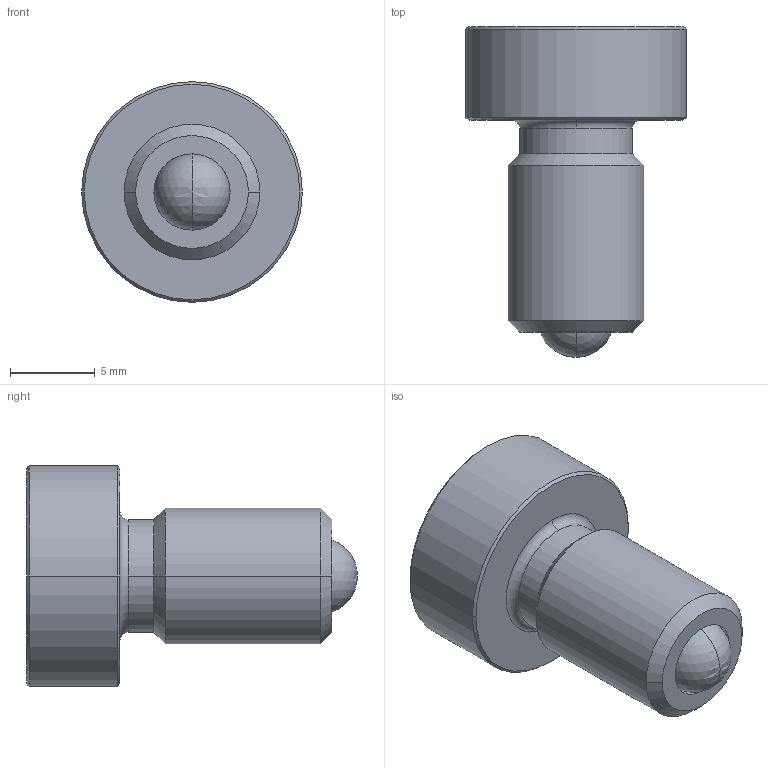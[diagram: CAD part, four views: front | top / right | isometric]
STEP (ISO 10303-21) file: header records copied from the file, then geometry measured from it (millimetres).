
FILE_DESCRIPTION(('STEP AP214'),'1');
FILE_NAME('HALDERN_EH_22030_0943.stp','2020-02-28T09:44:24',('TraceParts'),('TraceParts S.A.'),'Spatial InterOp 3D',' ',' ');
FILE_SCHEMA(('AUTOMOTIVE_DESIGN { 1 0 10303 214 1 1 1 1 }'));
Length unit declared in the file: millimetre
Products named in the file (1): HALDERN_EH_22030_0943_1
Bounding box: 13 x 19.5 x 13 mm (x, y, z)
Volume: 1162.8 mm3; surface area: 1043.8 mm2
Topology: 2 solids, 2 shells, 31 faces, 69 edges, 41 vertices
Faces by surface type: plane 11, cylinder 8, cone 8, sphere 2, torus 2
Entity records: 1102 total; most frequent: DIRECTION 162, CARTESIAN_POINT 139, ORIENTED_EDGE 130, EDGE_CURVE 65, AXIS2_PLACEMENT_3D 64, VERTEX_POINT 41, EDGE_LOOP 34, LINE 34
